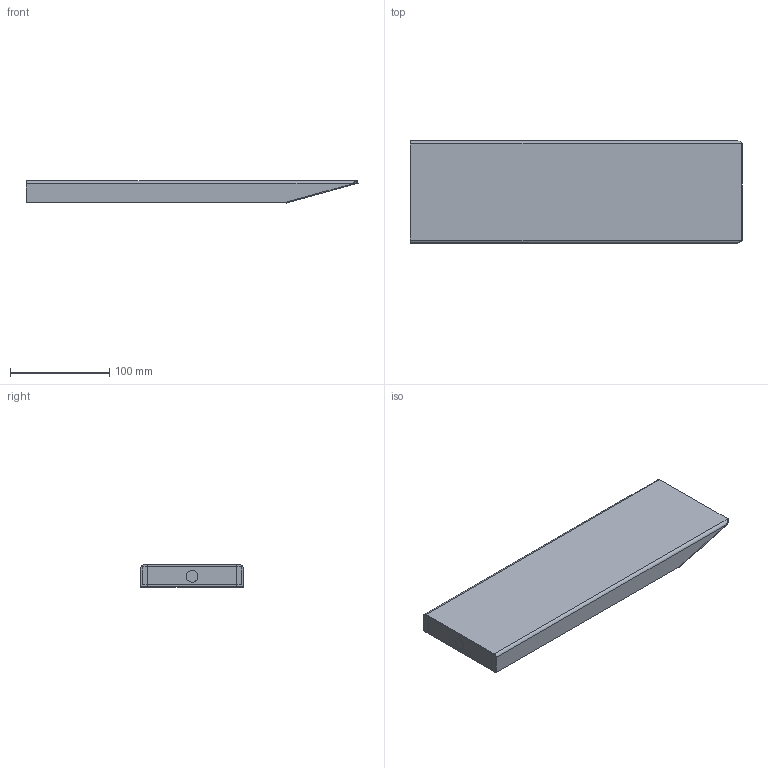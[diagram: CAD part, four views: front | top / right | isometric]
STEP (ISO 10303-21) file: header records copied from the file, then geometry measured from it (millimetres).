
FILE_DESCRIPTION(/* description */ (''),/* implementation_level */ '2;1');
FILE_NAME(/* name */ 'TGBA033543 - Customer.stp',/* time_stamp */ '2014-04-15T16:30:19+02:00',/* author */ ('bs'),/* organization */ (''),/* preprocessor_version */ 'ST-DEVELOPER v15.2',/* originating_system */ 'Autodesk Inventor 2014',/* authorisation */ '');
FILE_SCHEMA (('AUTOMOTIVE_DESIGN { 1 0 10303 214 3 1 1 }'));
Length unit declared in the file: millimetre
Products named in the file (1): TGBA033543 - Customer
Bounding box: 334.4 x 103.08 x 22.27 mm (x, y, z)
Volume: 130506.5 mm3; surface area: 164886.1 mm2
Topology: 1 solids, 1 shells, 58 faces, 128 edges, 76 vertices
Faces by surface type: plane 42, cylinder 12, bspline 2, cone 2
Full cylindrical faces by diameter (mm): 6.647 x2, 12 x2
Entity records: 1693 total; most frequent: CARTESIAN_POINT 353, DIRECTION 255, ORIENTED_EDGE 244, EDGE_CURVE 120, LINE 89, VECTOR 89, AXIS2_PLACEMENT_3D 83, VERTEX_POINT 74
